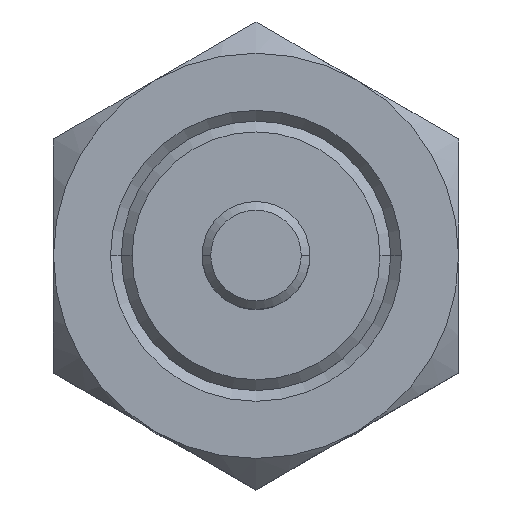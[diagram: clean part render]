
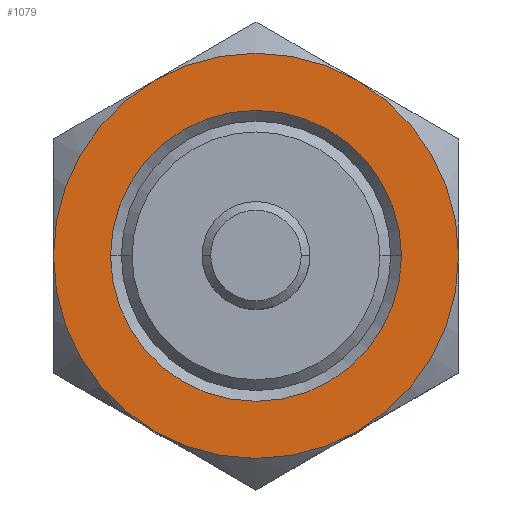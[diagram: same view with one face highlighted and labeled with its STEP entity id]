
A CAD part, top view. The second image highlights one B-rep face of the part: STEP entity #1079.
In plain terms, the highlighted planar face has unit normal (0, 0, 1).
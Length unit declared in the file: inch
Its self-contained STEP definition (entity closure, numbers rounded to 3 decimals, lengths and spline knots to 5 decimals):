
#72 = AXIS2_PLACEMENT_3D ( 'NONE', #618, #628, #2336 ) ;
#82 = DIRECTION ( 'NONE',  ( 0., 0., -1. ) ) ;
#161 = CARTESIAN_POINT ( 'NONE',  ( -0.235, 0.40703, 0.19 ) ) ;
#310 = CARTESIAN_POINT ( 'NONE',  ( -0.3375, 0., 0.19 ) ) ;
#378 = ORIENTED_EDGE ( 'NONE', *, *, #3172, .T. ) ;
#410 = ORIENTED_EDGE ( 'NONE', *, *, #413, .F. ) ;
#413 = EDGE_CURVE ( 'NONE', #3175, #2945, #422, .T. ) ;
#422 = CIRCLE ( 'NONE', #1792, 0.47 ) ;
#528 = CARTESIAN_POINT ( 'NONE',  ( 0., 0., 0.19 ) ) ;
#540 = DIRECTION ( 'NONE',  ( 0., 0., -1. ) ) ;
#556 = CARTESIAN_POINT ( 'NONE',  ( 0., 0., 0.19 ) ) ;
#618 = CARTESIAN_POINT ( 'NONE',  ( 0., 0.54271, 0.19 ) ) ;
#628 = DIRECTION ( 'NONE',  ( 0., 0., -1. ) ) ;
#647 = ORIENTED_EDGE ( 'NONE', *, *, #1977, .T. ) ;
#659 = CARTESIAN_POINT ( 'NONE',  ( 0., 0., 0.19 ) ) ;
#710 = CIRCLE ( 'NONE', #1386, 0.3375 ) ;
#747 = EDGE_LOOP ( 'NONE', ( #410, #1477, #1759, #2697, #378, #3126 ) ) ;
#772 = DIRECTION ( 'NONE',  ( -1., 0., 0. ) ) ;
#799 = AXIS2_PLACEMENT_3D ( 'NONE', #659, #2366, #905 ) ;
#804 = DIRECTION ( 'NONE',  ( -1., 0., 0. ) ) ;
#828 = VERTEX_POINT ( 'NONE', #994 ) ;
#905 = DIRECTION ( 'NONE',  ( 1., 0., 0. ) ) ;
#929 = EDGE_CURVE ( 'NONE', #2984, #3175, #2587, .T. ) ;
#994 = CARTESIAN_POINT ( 'NONE',  ( 0.235, 0.40703, 0.19 ) ) ;
#1079 = ADVANCED_FACE ( 'NONE', ( #2545, #2661 ), #1113, .F. ) ;
#1113 = PLANE ( 'NONE',  #72 ) ;
#1146 = CARTESIAN_POINT ( 'NONE',  ( 0., 0., 0.19 ) ) ;
#1200 = VERTEX_POINT ( 'NONE', #2705 ) ;
#1304 = DIRECTION ( 'NONE',  ( 0., 0., -1. ) ) ;
#1360 = EDGE_CURVE ( 'NONE', #1200, #2913, #3168, .T. ) ;
#1369 = CARTESIAN_POINT ( 'NONE',  ( 0., 0., 0.19 ) ) ;
#1386 = AXIS2_PLACEMENT_3D ( 'NONE', #528, #2238, #772 ) ;
#1389 = DIRECTION ( 'NONE',  ( -1., 0., 0. ) ) ;
#1422 = AXIS2_PLACEMENT_3D ( 'NONE', #2771, #1304, #3024 ) ;
#1476 = CIRCLE ( 'NONE', #1422, 0.47 ) ;
#1477 = ORIENTED_EDGE ( 'NONE', *, *, #929, .F. ) ;
#1559 = CARTESIAN_POINT ( 'NONE',  ( 0., 0., 0.19 ) ) ;
#1611 = DIRECTION ( 'NONE',  ( -1., 0., 0. ) ) ;
#1632 = CARTESIAN_POINT ( 'NONE',  ( -0.47, 0., 0.19 ) ) ;
#1757 = AXIS2_PLACEMENT_3D ( 'NONE', #1369, #3088, #1611 ) ;
#1759 = ORIENTED_EDGE ( 'NONE', *, *, #2725, .F. ) ;
#1781 = EDGE_CURVE ( 'NONE', #2945, #828, #2274, .T. ) ;
#1792 = AXIS2_PLACEMENT_3D ( 'NONE', #1146, #2855, #1389 ) ;
#1796 = DIRECTION ( 'NONE',  ( -1., 0., 0. ) ) ;
#1867 = VERTEX_POINT ( 'NONE', #2027 ) ;
#1977 = EDGE_CURVE ( 'NONE', #1867, #2306, #2461, .T. ) ;
#1996 = CARTESIAN_POINT ( 'NONE',  ( 0., 0., 0.19 ) ) ;
#2027 = CARTESIAN_POINT ( 'NONE',  ( 0.3375, 0., 0.19 ) ) ;
#2141 = ORIENTED_EDGE ( 'NONE', *, *, #2205, .T. ) ;
#2147 = AXIS2_PLACEMENT_3D ( 'NONE', #1996, #540, #2251 ) ;
#2205 = EDGE_CURVE ( 'NONE', #2306, #1867, #710, .T. ) ;
#2238 = DIRECTION ( 'NONE',  ( 0., 0., -1. ) ) ;
#2251 = DIRECTION ( 'NONE',  ( -1., 0., 0. ) ) ;
#2264 = DIRECTION ( 'NONE',  ( 0., 0., -1. ) ) ;
#2274 = CIRCLE ( 'NONE', #2147, 0.47 ) ;
#2306 = VERTEX_POINT ( 'NONE', #310 ) ;
#2336 = DIRECTION ( 'NONE',  ( -1., 0., 0. ) ) ;
#2347 = CARTESIAN_POINT ( 'NONE',  ( 0.235, -0.40703, 0.19 ) ) ;
#2366 = DIRECTION ( 'NONE',  ( 0., 0., 1. ) ) ;
#2461 = CIRCLE ( 'NONE', #1757, 0.3375 ) ;
#2545 = FACE_BOUND ( 'NONE', #2907, .T. ) ;
#2587 = CIRCLE ( 'NONE', #3039, 0.47 ) ;
#2632 = CIRCLE ( 'NONE', #799, 0.47 ) ;
#2661 = FACE_OUTER_BOUND ( 'NONE', #747, .T. ) ;
#2697 = ORIENTED_EDGE ( 'NONE', *, *, #1360, .F. ) ;
#2705 = CARTESIAN_POINT ( 'NONE',  ( 0.47, 0., 0.19 ) ) ;
#2725 = EDGE_CURVE ( 'NONE', #2913, #2984, #1476, .T. ) ;
#2771 = CARTESIAN_POINT ( 'NONE',  ( 0., 0., 0.19 ) ) ;
#2855 = DIRECTION ( 'NONE',  ( 0., 0., -1. ) ) ;
#2875 = CARTESIAN_POINT ( 'NONE',  ( -0.235, -0.40703, 0.19 ) ) ;
#2907 = EDGE_LOOP ( 'NONE', ( #647, #2141 ) ) ;
#2913 = VERTEX_POINT ( 'NONE', #2347 ) ;
#2945 = VERTEX_POINT ( 'NONE', #161 ) ;
#2984 = VERTEX_POINT ( 'NONE', #2875 ) ;
#3024 = DIRECTION ( 'NONE',  ( -1., 0., 0. ) ) ;
#3039 = AXIS2_PLACEMENT_3D ( 'NONE', #556, #2264, #804 ) ;
#3088 = DIRECTION ( 'NONE',  ( 0., 0., -1. ) ) ;
#3115 = AXIS2_PLACEMENT_3D ( 'NONE', #1559, #82, #1796 ) ;
#3126 = ORIENTED_EDGE ( 'NONE', *, *, #1781, .F. ) ;
#3168 = CIRCLE ( 'NONE', #3115, 0.47 ) ;
#3172 = EDGE_CURVE ( 'NONE', #1200, #828, #2632, .T. ) ;
#3175 = VERTEX_POINT ( 'NONE', #1632 ) ;
